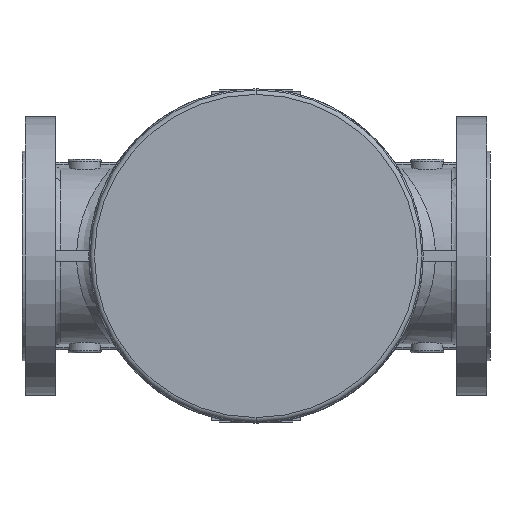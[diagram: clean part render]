
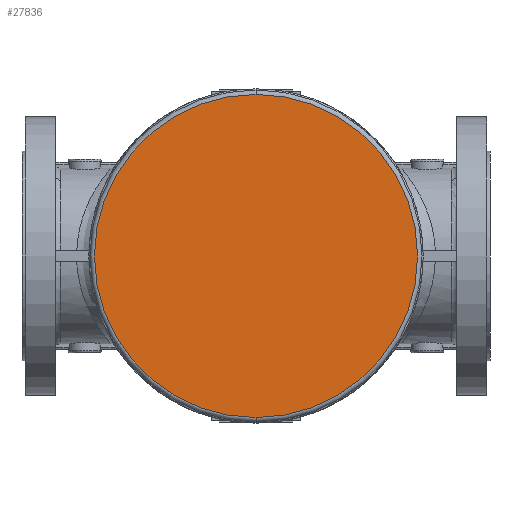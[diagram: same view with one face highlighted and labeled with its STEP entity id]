
A CAD part, front view. The second image highlights one B-rep face of the part: STEP entity #27836.
In plain terms, the highlighted planar face has unit normal (0, -1, 0).
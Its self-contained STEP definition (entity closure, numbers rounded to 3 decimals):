
#1234 = EDGE_CURVE ( 'NONE', #43509, #27825, #50537, .T. ) ;
#4588 = CARTESIAN_POINT ( 'NONE',  ( 0., -132., -145. ) ) ;
#4728 = PLANE ( 'NONE',  #56479 ) ;
#7387 = DIRECTION ( 'NONE',  ( 0., -1., 0. ) ) ;
#13929 = CIRCLE ( 'NONE', #58002, 145. ) ;
#20961 = CARTESIAN_POINT ( 'NONE',  ( 0., -132., 0. ) ) ;
#25476 = CARTESIAN_POINT ( 'NONE',  ( 0., -132., 0. ) ) ;
#27825 = VERTEX_POINT ( 'NONE', #41118 ) ;
#27836 = ADVANCED_FACE ( 'NONE', ( #50943 ), #4728, .T. ) ;
#36190 = ORIENTED_EDGE ( 'NONE', *, *, #64922, .T. ) ;
#39685 = AXIS2_PLACEMENT_3D ( 'NONE', #61982, #7387, #46144 ) ;
#40117 = ORIENTED_EDGE ( 'NONE', *, *, #1234, .T. ) ;
#41083 = DIRECTION ( 'NONE',  ( 0., 0., -1. ) ) ;
#41118 = CARTESIAN_POINT ( 'NONE',  ( 0., -132., 145. ) ) ;
#43509 = VERTEX_POINT ( 'NONE', #4588 ) ;
#46144 = DIRECTION ( 'NONE',  ( 0., 0., -1. ) ) ;
#50537 = CIRCLE ( 'NONE', #39685, 145. ) ;
#50943 = FACE_OUTER_BOUND ( 'NONE', #63941, .T. ) ;
#56479 = AXIS2_PLACEMENT_3D ( 'NONE', #20961, #64138, #59084 ) ;
#58002 = AXIS2_PLACEMENT_3D ( 'NONE', #25476, #69382, #41083 ) ;
#59084 = DIRECTION ( 'NONE',  ( 0., 0., -1. ) ) ;
#61982 = CARTESIAN_POINT ( 'NONE',  ( 0., -132., 0. ) ) ;
#63941 = EDGE_LOOP ( 'NONE', ( #40117, #36190 ) ) ;
#64138 = DIRECTION ( 'NONE',  ( 0., -1., 0. ) ) ;
#64922 = EDGE_CURVE ( 'NONE', #27825, #43509, #13929, .T. ) ;
#69382 = DIRECTION ( 'NONE',  ( 0., -1., 0. ) ) ;
